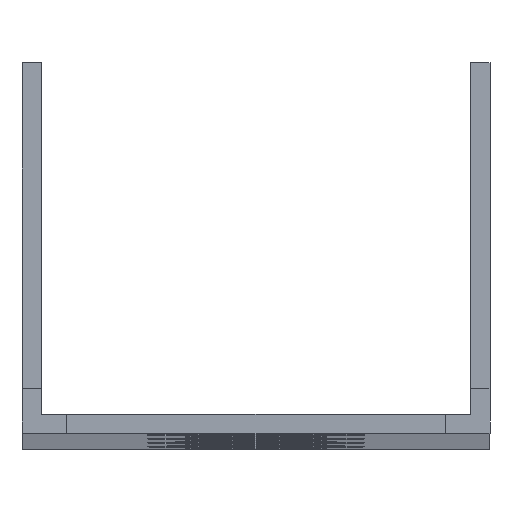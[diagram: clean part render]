
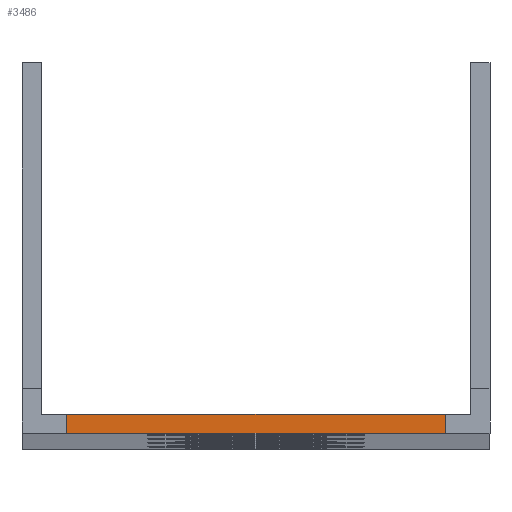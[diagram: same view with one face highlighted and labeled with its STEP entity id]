
A CAD part, top view. The second image highlights one B-rep face of the part: STEP entity #3486.
In plain terms, the highlighted planar face has unit normal (0, 0, 1).
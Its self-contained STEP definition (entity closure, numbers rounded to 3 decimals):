
#453=FACE_OUTER_BOUND('',#711,.T.);
#711=EDGE_LOOP('',(#2576,#2577,#2578,#2579));
#919=LINE('',#5030,#1207);
#986=LINE('',#5356,#1274);
#1040=LINE('',#5559,#1328);
#1042=LINE('',#5562,#1330);
#1207=VECTOR('',#4027,10.);
#1274=VECTOR('',#4294,10.);
#1328=VECTOR('',#4446,10.);
#1330=VECTOR('',#4450,10.);
#1495=VERTEX_POINT('',#5027);
#1496=VERTEX_POINT('',#5029);
#1654=VERTEX_POINT('',#5353);
#1655=VERTEX_POINT('',#5355);
#1815=EDGE_CURVE('',#1495,#1496,#919,.T.);
#1978=EDGE_CURVE('',#1655,#1654,#986,.T.);
#2080=EDGE_CURVE('',#1495,#1655,#1040,.T.);
#2082=EDGE_CURVE('',#1654,#1496,#1042,.T.);
#2576=ORIENTED_EDGE('',*,*,#2082,.T.);
#2577=ORIENTED_EDGE('',*,*,#1815,.F.);
#2578=ORIENTED_EDGE('',*,*,#2080,.T.);
#2579=ORIENTED_EDGE('',*,*,#1978,.T.);
#3257=PLANE('',#3815);
#3486=ADVANCED_FACE('',(#453),#3257,.F.);
#3815=AXIS2_PLACEMENT_3D('',#5566,#4453,#4454);
#4027=DIRECTION('',(-1.,0.,0.));
#4294=DIRECTION('',(-1.,0.,0.));
#4446=DIRECTION('',(0.,1.,0.));
#4450=DIRECTION('',(0.,-1.,0.));
#4453=DIRECTION('center_axis',(0.,0.,
-1.));
#4454=DIRECTION('ref_axis',(-1.,0.,0.));
#5027=CARTESIAN_POINT('',(-29.679,0.,0.));
#5029=CARTESIAN_POINT('',(-59.321,0.,0.));
#5030=CARTESIAN_POINT('',(0.,0.,0.));
#5353=CARTESIAN_POINT('',(-59.321,1.5,0.));
#5355=CARTESIAN_POINT('',(-29.679,1.5,0.));
#5356=CARTESIAN_POINT('',(0.,1.5,0.));
#5559=CARTESIAN_POINT('',(-29.679,0.75,0.));
#5562=CARTESIAN_POINT('',(-59.321,0.75,0.));
#5566=CARTESIAN_POINT('Origin',(-23.429,3.5,0.));
